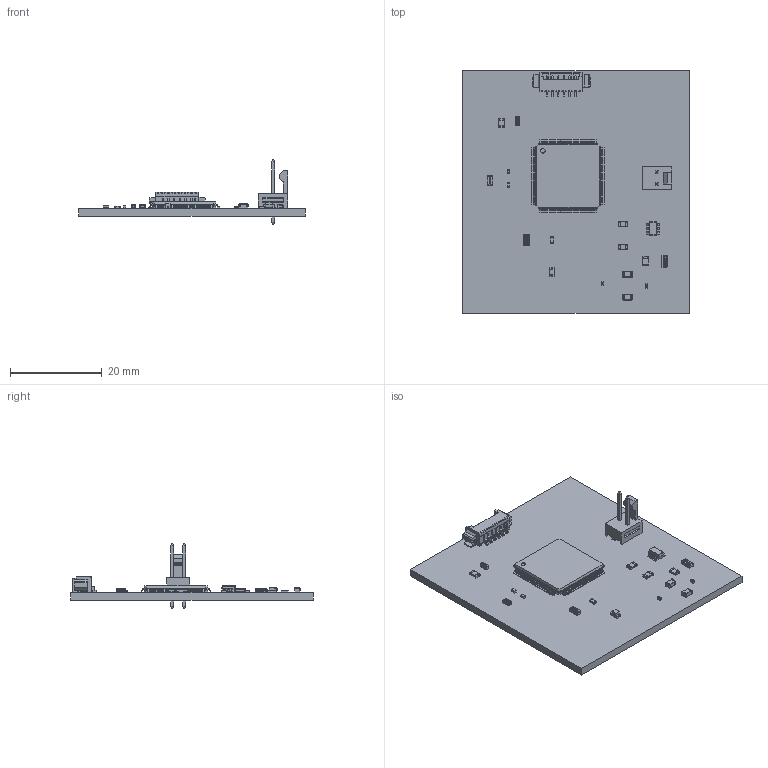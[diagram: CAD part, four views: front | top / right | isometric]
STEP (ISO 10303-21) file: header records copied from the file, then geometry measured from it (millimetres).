
FILE_DESCRIPTION(('Open CASCADE Model'),'2;1');
FILE_NAME('Open CASCADE Shape Model','2020-05-02T00:53:16',('Author'),( 'Open CASCADE'),'Open CASCADE STEP processor 6.8','Open CASCADE 6.8' ,'Unknown');
FILE_SCHEMA(('AUTOMOTIVE_DESIGN { 1 0 10303 214 1 1 1 1 }'));
Length unit declared in the file: millimetre
Products named in the file (44): PCB; Board; XTAL1; ABS06; User_Library-ABS06_ABS06_Body_2; User_Library-ABS06_ABS06_Body2_2; User_Library-ABS06_ABS06_Beschriftung_2; User_Library-ABS06_ABS06_Pads_2; U2; 6227792448; Body; Open_CASCADE_STEP_translator_6.8_1.1.1; Leader; U1; User_Library-LQFP100_Grid_0_5; LQFP100_Koerper_2; LQFP_PIN_2; R5; Flat_Chip_Resistor_0805(2012M); R4; R3; R2; R1; Flat_Chip_Resistor_0603(1608M); L2; User_Library-Chip_Inductor_(2); L1; D1; User_Library-led_0805_(1); CN2; User_Library-molex_53261_white_(4); CN1; HEADER_2M_2.54mm_180_GRAUS; C7; EVK105RH010BW-F--3DModel-STEP-46669; C6; C0603; C5; C0805; C4 ...
Assembly tree (154 placements, depth 5):
  PCB
    Board
    XTAL1
      ABS06
        User_Library-ABS06_ABS06_Body_2
        User_Library-ABS06_ABS06_Body2_2
        User_Library-ABS06_ABS06_Beschriftung_2
        User_Library-ABS06_ABS06_Pads_2
    U2
      6227792448
        Body
          Open_CASCADE_STEP_translator_6.8_1.1.1
        Leader  x6
    U1
      User_Library-LQFP100_Grid_0_5
        LQFP100_Koerper_2
        LQFP_PIN_2  x100
    R5
      Flat_Chip_Resistor_0805(2012M)
    R4
      Flat_Chip_Resistor_0805(2012M)
    R3
      Flat_Chip_Resistor_0805(2012M)
    R2
      Flat_Chip_Resistor_0805(2012M)
    R1
      Flat_Chip_Resistor_0603(1608M)
    L2
      User_Library-Chip_Inductor_(2)
    L1
      User_Library-Chip_Inductor_(2)
    D1
      User_Library-led_0805_(1)
    CN2
      User_Library-molex_53261_white_(4)
    CN1
      HEADER_2M_2.54mm_180_GRAUS
    C7
      EVK105RH010BW-F--3DModel-STEP-46669
    C6
      C0603
    C5
      C0805
    C4
      EVK105RH010BW-F--3DModel-STEP-46669
    C3
      C0402
    C2
      C0402
    C1
      C0805
Bounding box: 49.5 x 53 x 14.22 mm (x, y, z)
Volume: 5085.7 mm3; surface area: 6965.6 mm2
Topology: 144 solids, 144 shells, 7096 faces, 16489 edges, 8874 vertices
Faces by surface type: cylinder 2701, plane 2215, bspline 2136, sphere 44
Entity records: 65772 total; most frequent: CARTESIAN_POINT 20494, ORIENTED_EDGE 7814, DIRECTION 5995, EDGE_CURVE 3907, LINE 2689, VECTOR 2689, VERTEX_POINT 2470, AXIS2_PLACEMENT_3D 1653
